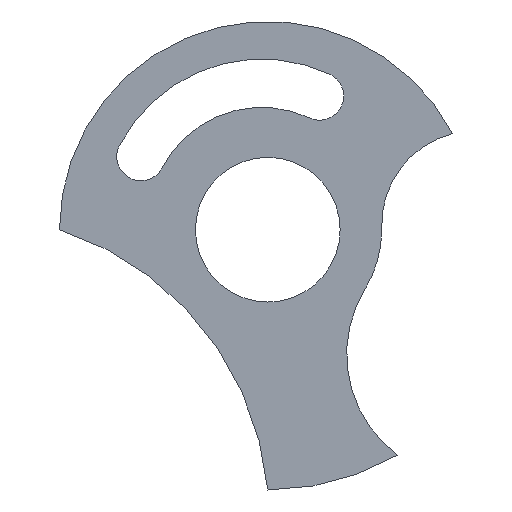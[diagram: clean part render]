
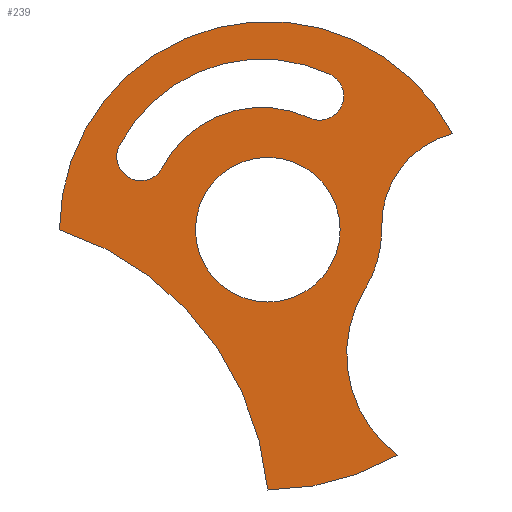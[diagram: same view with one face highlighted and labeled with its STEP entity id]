
A CAD part, front view. The second image highlights one B-rep face of the part: STEP entity #239.
In plain terms, the highlighted planar face has unit normal (0, -1, 0).
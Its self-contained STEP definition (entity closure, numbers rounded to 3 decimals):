
#17=FACE_BOUND('',#49,.T.);
#18=FACE_BOUND('',#50,.T.);
#20=PLANE('',#294);
#33=FACE_OUTER_BOUND('',#48,.T.);
#48=EDGE_LOOP('',(#205,#206,#207,#208,#209,#210));
#49=EDGE_LOOP('',(#211,#212,#213,#214));
#50=EDGE_LOOP('',(#215));
#74=CIRCLE('',#262,21.571);
#76=CIRCLE('',#265,4.638);
#78=CIRCLE('',#268,30.847);
#80=CIRCLE('',#271,4.638);
#82=CIRCLE('',#274,13.9);
#83=CIRCLE('',#276,21.9);
#85=CIRCLE('',#279,18.112);
#87=CIRCLE('',#282,40.);
#89=CIRCLE('',#285,57.961);
#91=CIRCLE('',#288,50.);
#93=CIRCLE('',#291,23.958);
#97=VERTEX_POINT('',#383);
#98=VERTEX_POINT('',#385);
#100=VERTEX_POINT('',#391);
#102=VERTEX_POINT('',#397);
#104=VERTEX_POINT('',#406);
#105=VERTEX_POINT('',#410);
#106=VERTEX_POINT('',#411);
#109=VERTEX_POINT('',#419);
#111=VERTEX_POINT('',#425);
#113=VERTEX_POINT('',#431);
#115=VERTEX_POINT('',#437);
#119=EDGE_CURVE('',#98,#97,#74,.T.);
#123=EDGE_CURVE('',#97,#100,#76,.T.);
#126=EDGE_CURVE('',#100,#102,#78,.T.);
#128=EDGE_CURVE('',#102,#98,#80,.T.);
#131=EDGE_CURVE('',#104,#104,#82,.T.);
#132=EDGE_CURVE('',#105,#106,#83,.T.);
#136=EDGE_CURVE('',#109,#105,#85,.T.);
#139=EDGE_CURVE('',#111,#109,#87,.T.);
#142=EDGE_CURVE('',#113,#111,#89,.T.);
#145=EDGE_CURVE('',#115,#113,#91,.T.);
#148=EDGE_CURVE('',#106,#115,#93,.T.);
#205=ORIENTED_EDGE('',*,*,#148,.F.);
#206=ORIENTED_EDGE('',*,*,#132,.F.);
#207=ORIENTED_EDGE('',*,*,#136,.F.);
#208=ORIENTED_EDGE('',*,*,#139,.F.);
#209=ORIENTED_EDGE('',*,*,#142,.F.);
#210=ORIENTED_EDGE('',*,*,#145,.F.);
#211=ORIENTED_EDGE('',*,*,#119,.T.);
#212=ORIENTED_EDGE('',*,*,#123,.T.);
#213=ORIENTED_EDGE('',*,*,#126,.T.);
#214=ORIENTED_EDGE('',*,*,#128,.T.);
#215=ORIENTED_EDGE('',*,*,#131,.F.);
#239=ADVANCED_FACE('',(#33,#17,#18),#20,.F.);
#262=AXIS2_PLACEMENT_3D('',#386,#302,#303);
#265=AXIS2_PLACEMENT_3D('',#393,#310,#311);
#268=AXIS2_PLACEMENT_3D('',#399,#317,#318);
#271=AXIS2_PLACEMENT_3D('',#402,#323,#324);
#274=AXIS2_PLACEMENT_3D('',#408,#330,#331);
#276=AXIS2_PLACEMENT_3D('',#412,#334,#335);
#279=AXIS2_PLACEMENT_3D('',#420,#342,#343);
#282=AXIS2_PLACEMENT_3D('',#426,#349,#350);
#285=AXIS2_PLACEMENT_3D('',#432,#356,#357);
#288=AXIS2_PLACEMENT_3D('',#438,#363,#364);
#291=AXIS2_PLACEMENT_3D('',#443,#370,#371);
#294=AXIS2_PLACEMENT_3D('',#446,#376,#377);
#302=DIRECTION('center_axis',(0.,-1.,0.));
#303=DIRECTION('ref_axis',(0.887,0.,-0.462));
#310=DIRECTION('center_axis',(0.,1.,0.));
#311=DIRECTION('ref_axis',(0.887,0.,-0.462));
#317=DIRECTION('center_axis',(0.,1.,0.));
#318=DIRECTION('ref_axis',(-0.887,0.,0.462));
#323=DIRECTION('center_axis',(0.,1.,0.));
#324=DIRECTION('ref_axis',(0.423,0.,0.906));
#330=DIRECTION('center_axis',(0.,-1.,0.));
#331=DIRECTION('ref_axis',(1.,0.,0.));
#334=DIRECTION('center_axis',(0.,1.,0.));
#335=DIRECTION('ref_axis',(-1.,0.,0.));
#342=DIRECTION('center_axis',(0.,-1.,0.));
#343=DIRECTION('ref_axis',(0.999,0.,0.05));
#349=DIRECTION('center_axis',(0.,1.,0.));
#350=DIRECTION('ref_axis',(-1.,0.,0.));
#356=DIRECTION('center_axis',(0.,-1.,0.));
#357=DIRECTION('ref_axis',(-0.306,0.,-0.952));
#363=DIRECTION('center_axis',(0.,1.,0.));
#364=DIRECTION('ref_axis',(-1.,0.,0.));
#370=DIRECTION('center_axis',(0.,-1.,0.));
#371=DIRECTION('ref_axis',(0.589,0.,0.808));
#376=DIRECTION('center_axis',(0.,1.,0.));
#377=DIRECTION('ref_axis',(0.,0.,1.));
#383=CARTESIAN_POINT('',(-20.261,0.,11.897));
#385=CARTESIAN_POINT('',(7.986,0.,21.47));
#386=CARTESIAN_POINT('Origin',(-1.135,0.,1.922));
#391=CARTESIAN_POINT('',(-28.486,0.,16.186));
#393=CARTESIAN_POINT('Origin',(-24.373,0.,14.042));
#397=CARTESIAN_POINT('',(11.909,0.,29.877));
#399=CARTESIAN_POINT('Origin',(-1.135,0.,1.922));
#402=CARTESIAN_POINT('Origin',(9.948,0.,25.673));
#406=CARTESIAN_POINT('',(-13.9,0.,0.));
#408=CARTESIAN_POINT('Origin',(0.,0.,0.));
#410=CARTESIAN_POINT('',(21.9,0.,0.));
#411=CARTESIAN_POINT('',(18.679,0.,-11.433));
#412=CARTESIAN_POINT('Origin',(0.,0.,0.));
#419=CARTESIAN_POINT('',(35.49,0.,18.452));
#420=CARTESIAN_POINT('Origin',(39.99,0.,0.907));
#425=CARTESIAN_POINT('',(-40.,0.,0.));
#426=CARTESIAN_POINT('Origin',(0.,0.,0.));
#431=CARTESIAN_POINT('',(0.,0.,-50.));
#432=CARTESIAN_POINT('Origin',(-57.729,0.,-55.183));
#437=CARTESIAN_POINT('',(25.,0.,-43.301));
#438=CARTESIAN_POINT('Origin',(0.,0.,0.));
#443=CARTESIAN_POINT('Origin',(39.112,0.,-23.941));
#446=CARTESIAN_POINT('Origin',(12.5,0.,-42.811));
